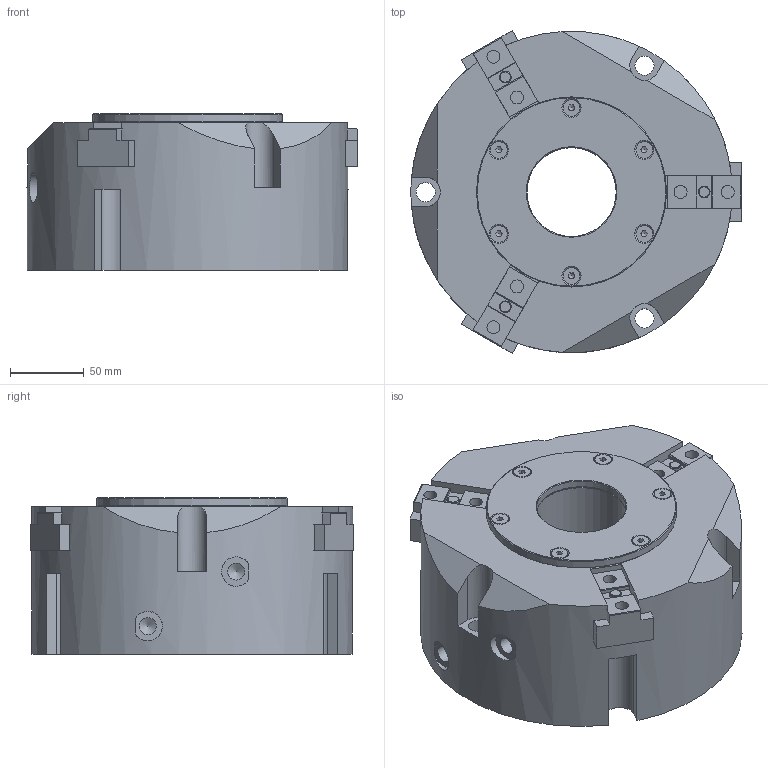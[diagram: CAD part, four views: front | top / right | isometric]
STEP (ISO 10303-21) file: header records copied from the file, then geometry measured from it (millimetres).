
FILE_DESCRIPTION(/* description */ (''),/* implementation_level */ '2;1');
FILE_NAME(/* name */ 'MFA-220-SV.stp',/* time_stamp */ '2018-02-01T14:21:12+01:00',/* author */ ('Tecnico'),/* organization */ (''),/* preprocessor_version */ 'ST-DEVELOPER v16.13',/* originating_system */ 'Autodesk Inventor 2018',/* authorisation */ '');
FILE_SCHEMA (('AUTOMOTIVE_DESIGN { 1 0 10303 214 3 1 1 }'));
Length unit declared in the file: millimetre
Products named in the file (6): MFB 220; MFB 220-CORPO; MFB 220-COPERCHIO; MFB 220-GRIFFA; ISO 10642 - M6 x  12; MFB 220-TUBO
Assembly tree (12 placements, depth 2):
  MFB 220
    MFB 220-CORPO
    MFB 220-COPERCHIO
    MFB 220-GRIFFA  x3
    ISO 10642 - M6 x  12  x6
    MFB 220-TUBO
Bounding box: 223.95 x 219.19 x 106 mm (x, y, z)
Volume: 3086168.6 mm3; surface area: 301173.9 mm2
Topology: 12 solids, 12 shells, 284 faces, 703 edges, 456 vertices
Faces by surface type: plane 175, cylinder 62, cone 47
Full cylindrical faces by diameter (mm): 4.917 x6, 6 x6, 6.5 x6, 8 x3, 8.566 x2, 8.8 x6, 10 x2, 11.34 x6, 11.445 x2, 13 x6, 60.5 x3, 70 x1, 95 x1, 105 x1, 129 x1, 165 x1, 218 x1
Entity records: 4865 total; most frequent: DIRECTION 838, CARTESIAN_POINT 832, ORIENTED_EDGE 658, AXIS2_PLACEMENT_3D 334, EDGE_CURVE 329, EDGE_LOOP 270, VERTEX_POINT 249, LINE 170
